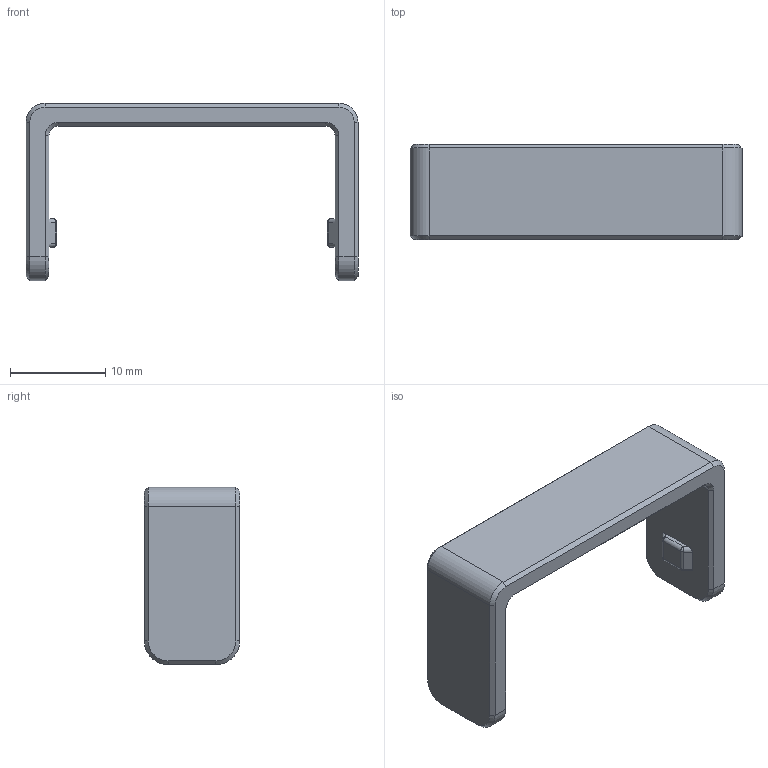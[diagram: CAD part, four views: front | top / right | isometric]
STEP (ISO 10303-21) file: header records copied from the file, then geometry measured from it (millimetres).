
FILE_DESCRIPTION (( 'STEP AP214' ), '1' );
FILE_NAME ('Z IDLER PIN SNAP HOLDER (hasnt been used yet lmk).STEP', '2020-12-22T23:00:47', ( '' ), ( '' ), 'SwSTEP 2.0', 'SolidWorks 2014', '' );
FILE_SCHEMA (( 'AUTOMOTIVE_DESIGN' ));
Length unit declared in the file: millimetre
Products named in the file (2): Z IDLER PIN SNAP HOLDER (hasnt been used yet lmk)
Bounding box: 34.8 x 10 x 18.6 mm (x, y, z)
Volume: 1580.6 mm3; surface area: 1607.9 mm2
Topology: 1 solids, 1 shells, 84 faces, 184 edges, 104 vertices
Faces by surface type: plane 36, cylinder 24, cone 16, sphere 8
Entity records: 2285 total; most frequent: DIRECTION 404, CARTESIAN_POINT 398, ORIENTED_EDGE 368, EDGE_CURVE 184, AXIS2_PLACEMENT_3D 142, VECTOR 120, LINE 120, VERTEX_POINT 104
